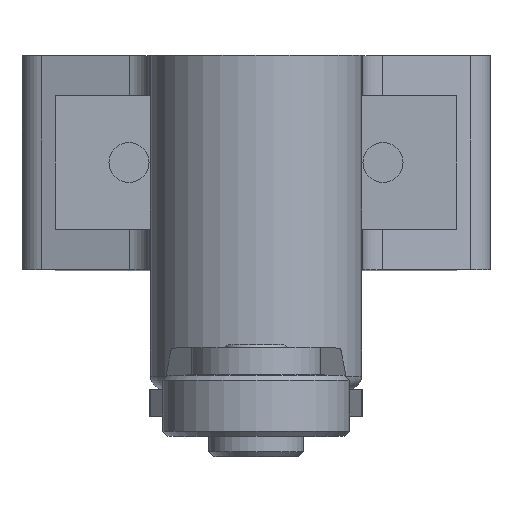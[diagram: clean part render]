
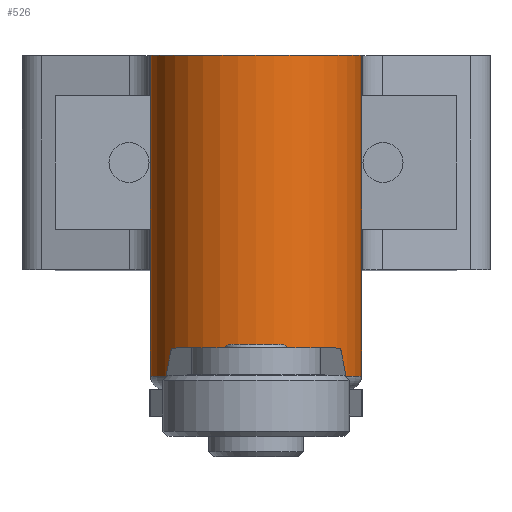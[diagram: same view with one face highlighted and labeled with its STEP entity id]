
A CAD part, top view. The second image highlights one B-rep face of the part: STEP entity #526.
In plain terms, the highlighted cylindrical face has radius 7.9 mm (diameter 15.8 mm), a partial arc.
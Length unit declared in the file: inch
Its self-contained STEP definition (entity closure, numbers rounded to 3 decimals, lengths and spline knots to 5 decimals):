
#27 = CARTESIAN_POINT ( 'NONE',  ( -0.31102, 0., 0.70866 ) ) ;
#137 = VERTEX_POINT ( 'NONE', #1844 ) ;
#141 = EDGE_CURVE ( 'NONE', #3385, #5477, #8269, .T. ) ;
#168 = VERTEX_POINT ( 'NONE', #3218 ) ;
#526 = ADVANCED_FACE ( 'NONE', ( #2518 ), #4673, .T. ) ;
#593 = DIRECTION ( 'NONE',  ( 0., 0., -1. ) ) ;
#875 = AXIS2_PLACEMENT_3D ( 'NONE', #6900, #1356, #593 ) ;
#952 = EDGE_CURVE ( 'NONE', #168, #2355, #4669, .T. ) ;
#1356 = DIRECTION ( 'NONE',  ( 0., -1., 0. ) ) ;
#1508 = LINE ( 'NONE', #27, #7611 ) ;
#1576 = EDGE_CURVE ( 'NONE', #2355, #3385, #1508, .T. ) ;
#1844 = CARTESIAN_POINT ( 'NONE',  ( 0.31102, -0.94488, 0.70866 ) ) ;
#1851 = CIRCLE ( 'NONE', #3169, 0.31102 ) ;
#1923 = CARTESIAN_POINT ( 'NONE',  ( 0., 0., 0.70866 ) ) ;
#2123 = DIRECTION ( 'NONE',  ( 0., 0., -1. ) ) ;
#2346 = ORIENTED_EDGE ( 'NONE', *, *, #1576, .T. ) ;
#2355 = VERTEX_POINT ( 'NONE', #4363 ) ;
#2518 = FACE_OUTER_BOUND ( 'NONE', #4574, .T. ) ;
#2861 = VECTOR ( 'NONE', #3790, 39.37008 ) ;
#2898 = AXIS2_PLACEMENT_3D ( 'NONE', #1923, #4766, #8758 ) ;
#3169 = AXIS2_PLACEMENT_3D ( 'NONE', #6988, #3624, #2123 ) ;
#3218 = CARTESIAN_POINT ( 'NONE',  ( 0.31102, 0., 0.70866 ) ) ;
#3385 = VERTEX_POINT ( 'NONE', #8309 ) ;
#3624 = DIRECTION ( 'NONE',  ( 0., 1., 0. ) ) ;
#3790 = DIRECTION ( 'NONE',  ( 0., 1., 0. ) ) ;
#3902 = DIRECTION ( 'NONE',  ( 0., -1., 0. ) ) ;
#3908 = CARTESIAN_POINT ( 'NONE',  ( 0.31102, -0.62992, 0.70866 ) ) ;
#4363 = CARTESIAN_POINT ( 'NONE',  ( -0.31102, 0., 0.70866 ) ) ;
#4574 = EDGE_LOOP ( 'NONE', ( #6339, #7279, #2346, #4663, #8581, #6198 ) ) ;
#4663 = ORIENTED_EDGE ( 'NONE', *, *, #141, .T. ) ;
#4669 = CIRCLE ( 'NONE', #875, 0.31102 ) ;
#4673 = CYLINDRICAL_SURFACE ( 'NONE', #2898, 0.31102 ) ;
#4766 = DIRECTION ( 'NONE',  ( 0., -1., 0. ) ) ;
#4789 = EDGE_CURVE ( 'NONE', #6701, #168, #8062, .T. ) ;
#4907 = VECTOR ( 'NONE', #6734, 39.37008 ) ;
#5167 = LINE ( 'NONE', #5309, #4907 ) ;
#5309 = CARTESIAN_POINT ( 'NONE',  ( 0.31102, 0., 0.70866 ) ) ;
#5477 = VERTEX_POINT ( 'NONE', #7174 ) ;
#5877 = EDGE_CURVE ( 'NONE', #5477, #137, #1851, .T. ) ;
#6108 = CARTESIAN_POINT ( 'NONE',  ( -0.31102, 0., 0.70866 ) ) ;
#6198 = ORIENTED_EDGE ( 'NONE', *, *, #7049, .T. ) ;
#6339 = ORIENTED_EDGE ( 'NONE', *, *, #4789, .T. ) ;
#6701 = VERTEX_POINT ( 'NONE', #3908 ) ;
#6734 = DIRECTION ( 'NONE',  ( 0., 1., 0. ) ) ;
#6900 = CARTESIAN_POINT ( 'NONE',  ( 0., 0., 0.70866 ) ) ;
#6988 = CARTESIAN_POINT ( 'NONE',  ( 0., -0.94488, 0.70866 ) ) ;
#7049 = EDGE_CURVE ( 'NONE', #137, #6701, #5167, .T. ) ;
#7104 = DIRECTION ( 'NONE',  ( 0., -1., 0. ) ) ;
#7174 = CARTESIAN_POINT ( 'NONE',  ( -0.31102, -0.94488, 0.70866 ) ) ;
#7279 = ORIENTED_EDGE ( 'NONE', *, *, #952, .T. ) ;
#7418 = CARTESIAN_POINT ( 'NONE',  ( 0.31102, 0., 0.70866 ) ) ;
#7591 = VECTOR ( 'NONE', #3902, 39.37008 ) ;
#7611 = VECTOR ( 'NONE', #7104, 39.37008 ) ;
#8062 = LINE ( 'NONE', #7418, #2861 ) ;
#8269 = LINE ( 'NONE', #6108, #7591 ) ;
#8309 = CARTESIAN_POINT ( 'NONE',  ( -0.31102, -0.62992, 0.70866 ) ) ;
#8581 = ORIENTED_EDGE ( 'NONE', *, *, #5877, .T. ) ;
#8758 = DIRECTION ( 'NONE',  ( 0., 0., -1. ) ) ;
